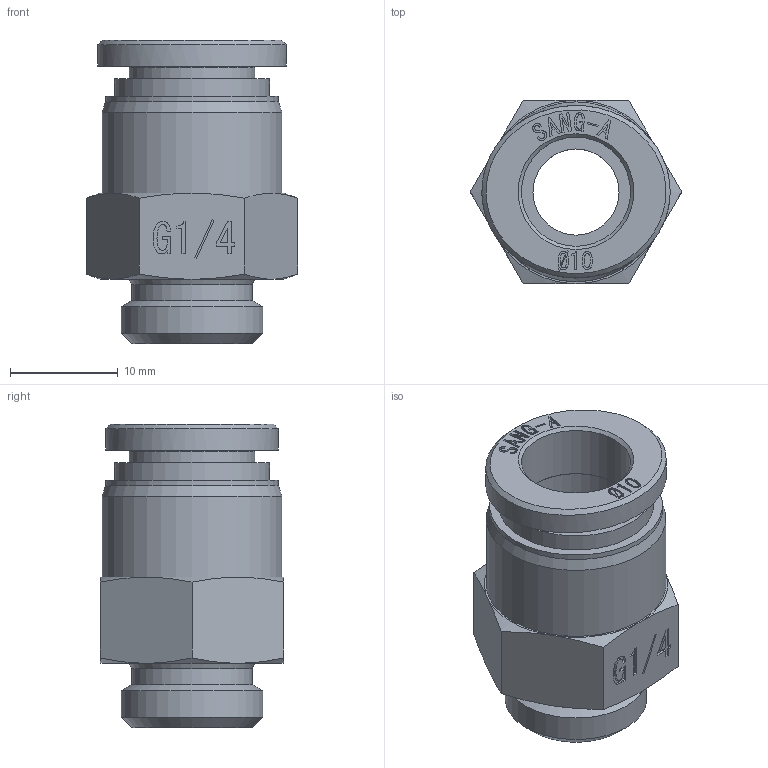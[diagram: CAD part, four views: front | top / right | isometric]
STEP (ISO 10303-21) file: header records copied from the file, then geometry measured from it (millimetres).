
FILE_DESCRIPTION((''),'2;1');
FILE_NAME('F-PC 10G02.stp','2020-11-23T15:55:17',('Administrator'),(''),'Autodesk Inventor 2013','Autodesk Inventor 2013','');
FILE_SCHEMA(('CONFIG_CONTROL_DESIGN'));
Length unit declared in the file: millimetre
Products named in the file (3): 조립품12; F-SLEEVE 10(SUS); F-PC BODY 10G02
Assembly tree (2 placements, depth 2):
  조립품12
    F-SLEEVE 10(SUS)
    F-PC BODY 10G02
Bounding box: 19.63 x 17 x 28.2 mm (x, y, z)
Volume: 3471.8 mm3; surface area: 3109.5 mm2
Topology: 2 solids, 2 shells, 260 faces, 675 edges, 448 vertices
Faces by surface type: plane 137, bspline 91, cone 20, cylinder 12
Full cylindrical faces by diameter (mm): 2.516 x1, 8 x1, 10.15 x1, 10.2 x1, 11.2 x1, 11.7 x1, 13.157 x1, 14.4 x1, 16.05 x1, 16.7 x1
Entity records: 8074 total; most frequent: CARTESIAN_POINT 2349, ORIENTED_EDGE 1302, DIRECTION 851, EDGE_CURVE 651, VERTEX_POINT 444, VECTOR 403, LINE 403, EDGE_LOOP 313
